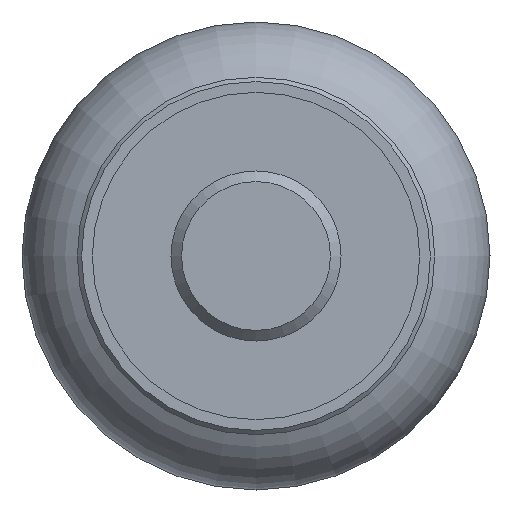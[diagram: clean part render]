
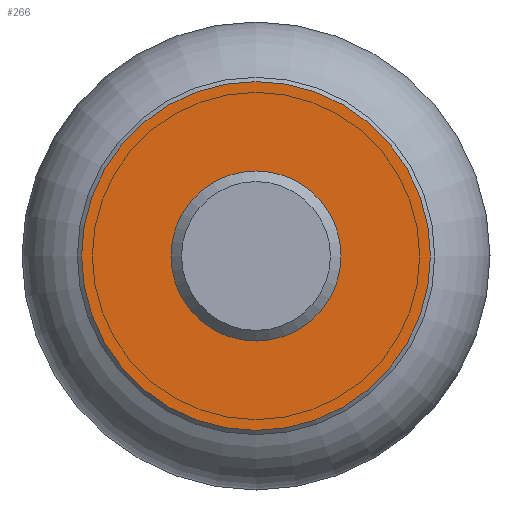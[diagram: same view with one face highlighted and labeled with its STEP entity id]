
A CAD part, left-side view. The second image highlights one B-rep face of the part: STEP entity #266.
In plain terms, the highlighted planar face has unit normal (-1, 0, 0).
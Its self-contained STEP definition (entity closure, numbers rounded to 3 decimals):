
#35=PLANE($,#306);
#76=FACE_OUTER_BOUND($,#105,.T.);
#105=EDGE_LOOP($,(#205));
#133=CIRCLE($,#294,8.2);
#153=VERTEX_POINT($,#454);
#173=EDGE_CURVE($,#153,#153,#133,.T.);
#205=ORIENTED_EDGE($,*,*,#173,.F.);
#266=ADVANCED_FACE($,(#76),#35,.T.);
#294=AXIS2_PLACEMENT_3D($,#455,#350,#351);
#306=AXIS2_PLACEMENT_3D($,#472,#374,#375);
#350=DIRECTION('center_axis',(1.,0.,0.));
#351=DIRECTION('ref_axis',(0.,1.,0.));
#374=DIRECTION('center_axis',(-1.,0.,0.));
#375=DIRECTION('ref_axis',(0.,0.,1.));
#454=CARTESIAN_POINT('',(0.,8.2,0.));
#455=CARTESIAN_POINT('Origin',(0.,0.,0.));
#472=CARTESIAN_POINT('Origin',(0.,4.1,0.));
